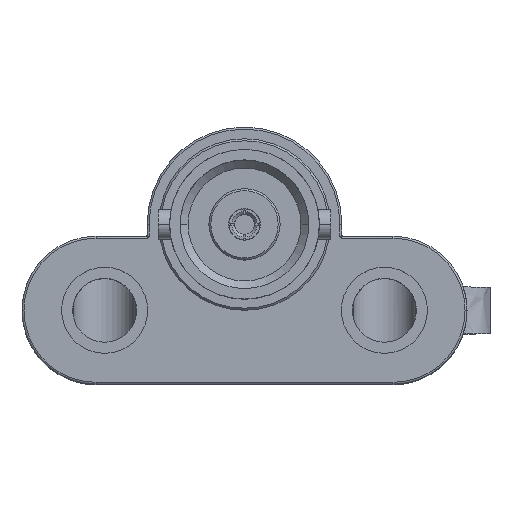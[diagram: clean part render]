
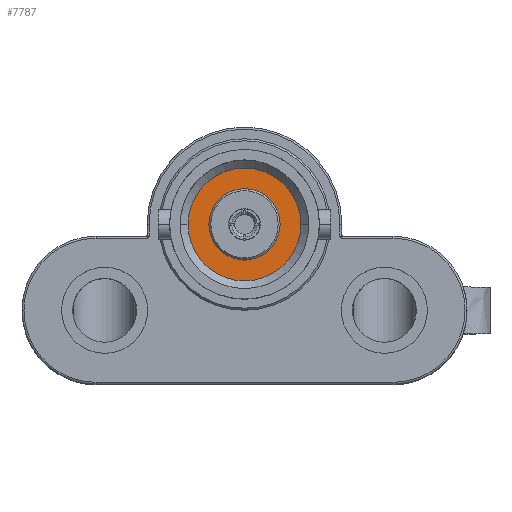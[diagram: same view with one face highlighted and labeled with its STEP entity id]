
A CAD part, top view. The second image highlights one B-rep face of the part: STEP entity #7787.
In plain terms, the highlighted planar face has unit normal (0, 0, 1).
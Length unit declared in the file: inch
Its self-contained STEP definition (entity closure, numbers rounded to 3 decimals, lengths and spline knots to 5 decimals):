
#462 = CARTESIAN_POINT ( 'NONE',  ( 0., 0., 0.10898 ) ) ;
#647 = CARTESIAN_POINT ( 'NONE',  ( 0., 0., 0.10898 ) ) ;
#862 = VERTEX_POINT ( 'NONE', #6612 ) ;
#1070 = DIRECTION ( 'NONE',  ( 1., 0., 0. ) ) ;
#1320 = CIRCLE ( 'NONE', #9641, 0.09 ) ;
#1612 = CARTESIAN_POINT ( 'NONE',  ( 0.09, 0., 0.10898 ) ) ;
#2274 = ORIENTED_EDGE ( 'NONE', *, *, #10284, .F. ) ;
#2280 = ORIENTED_EDGE ( 'NONE', *, *, #9059, .T. ) ;
#2808 = EDGE_LOOP ( 'NONE', ( #2274, #5454 ) ) ;
#2917 = FACE_BOUND ( 'NONE', #2808, .T. ) ;
#3100 = AXIS2_PLACEMENT_3D ( 'NONE', #10667, #3650, #5409 ) ;
#3125 = EDGE_CURVE ( 'NONE', #5985, #862, #5918, .T. ) ;
#3650 = DIRECTION ( 'NONE',  ( 0., 0., 1. ) ) ;
#5112 = DIRECTION ( 'NONE',  ( 1., 0., 0. ) ) ;
#5161 = CARTESIAN_POINT ( 'NONE',  ( 0., 0., 0.10898 ) ) ;
#5170 = DIRECTION ( 'NONE',  ( 0., 0., 1. ) ) ;
#5366 = DIRECTION ( 'NONE',  ( 0., 0., 1. ) ) ;
#5409 = DIRECTION ( 'NONE',  ( 1., 0., 0. ) ) ;
#5454 = ORIENTED_EDGE ( 'NONE', *, *, #3125, .F. ) ;
#5807 = CARTESIAN_POINT ( 'NONE',  ( -0.1425, 0., 0.10898 ) ) ;
#5908 = AXIS2_PLACEMENT_3D ( 'NONE', #7914, #5366, #1070 ) ;
#5918 = CIRCLE ( 'NONE', #5908, 0.09 ) ;
#5985 = VERTEX_POINT ( 'NONE', #1612 ) ;
#6612 = CARTESIAN_POINT ( 'NONE',  ( -0.09, 0., 0.10898 ) ) ;
#6801 = DIRECTION ( 'NONE',  ( 0., 0., 1. ) ) ;
#6903 = DIRECTION ( 'NONE',  ( 1., 0., 0. ) ) ;
#7163 = PLANE ( 'NONE',  #3100 ) ;
#7363 = DIRECTION ( 'NONE',  ( 0., 0., 1. ) ) ;
#7564 = VERTEX_POINT ( 'NONE', #5807 ) ;
#7787 = ADVANCED_FACE ( 'NONE', ( #2917, #9767 ), #7163, .T. ) ;
#7823 = AXIS2_PLACEMENT_3D ( 'NONE', #462, #7363, #10816 ) ;
#7914 = CARTESIAN_POINT ( 'NONE',  ( 0., 0., 0.10898 ) ) ;
#8105 = CARTESIAN_POINT ( 'NONE',  ( 0.1425, 0., 0.10898 ) ) ;
#8366 = CIRCLE ( 'NONE', #7823, 0.1425 ) ;
#8739 = EDGE_CURVE ( 'NONE', #9025, #7564, #9642, .T. ) ;
#9025 = VERTEX_POINT ( 'NONE', #8105 ) ;
#9059 = EDGE_CURVE ( 'NONE', #7564, #9025, #8366, .T. ) ;
#9093 = AXIS2_PLACEMENT_3D ( 'NONE', #647, #5170, #5112 ) ;
#9250 = ORIENTED_EDGE ( 'NONE', *, *, #8739, .T. ) ;
#9641 = AXIS2_PLACEMENT_3D ( 'NONE', #5161, #6801, #6903 ) ;
#9642 = CIRCLE ( 'NONE', #9093, 0.1425 ) ;
#9767 = FACE_OUTER_BOUND ( 'NONE', #11112, .T. ) ;
#10284 = EDGE_CURVE ( 'NONE', #862, #5985, #1320, .T. ) ;
#10667 = CARTESIAN_POINT ( 'NONE',  ( 0., 0., 0.10898 ) ) ;
#10816 = DIRECTION ( 'NONE',  ( 1., 0., 0. ) ) ;
#11112 = EDGE_LOOP ( 'NONE', ( #9250, #2280 ) ) ;
